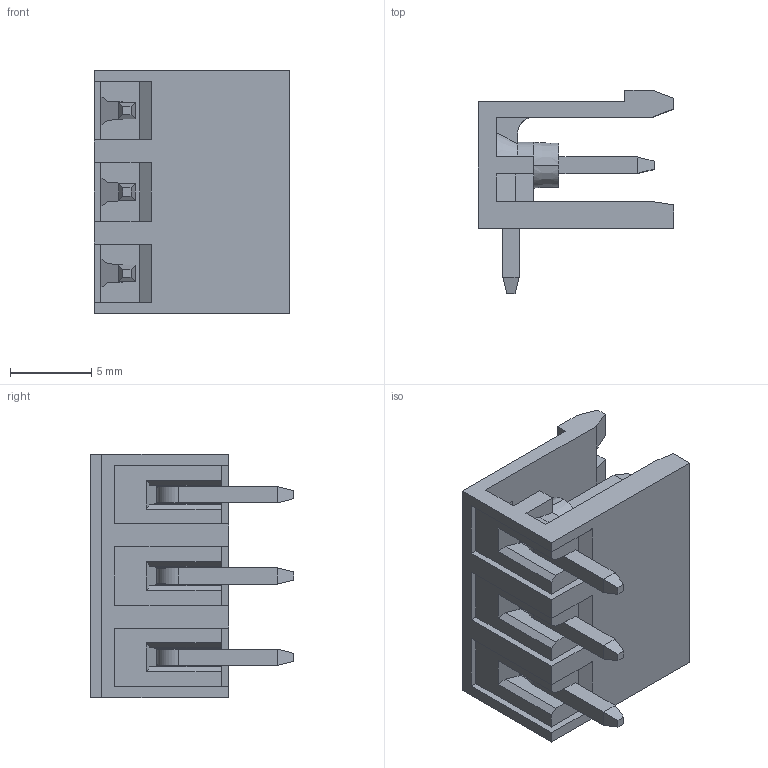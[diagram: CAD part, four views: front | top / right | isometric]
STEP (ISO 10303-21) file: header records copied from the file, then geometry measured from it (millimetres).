
FILE_DESCRIPTION(('FreeCAD Model'),'2;1');
FILE_NAME('Open CASCADE Shape Model','2024-11-06T09:41:15',(''),(''), 'Open CASCADE STEP processor 7.6','FreeCAD','Unknown');
FILE_SCHEMA(('AUTOMOTIVE_DESIGN { 1 0 10303 214 1 1 1 1 }'));
Length unit declared in the file: millimetre
Products named in the file (1): CUI_DEVICES_TBP04R1-500-03BE
Bounding box: 12 x 12.5 x 15 mm (x, y, z)
Volume: 589.4 mm3; surface area: 1276.3 mm2
Topology: 1 solids, 1 shells, 229 faces, 618 edges, 394 vertices
Faces by surface type: plane 199, cone 18, cylinder 12
Entity records: 8711 total; most frequent: CARTESIAN_POINT 1371, ORIENTED_EDGE 1236, DIRECTION 1117, EDGE_CURVE 618, LINE 513, VECTOR 513, VERTEX_POINT 394, AXIS2_PLACEMENT_3D 302
